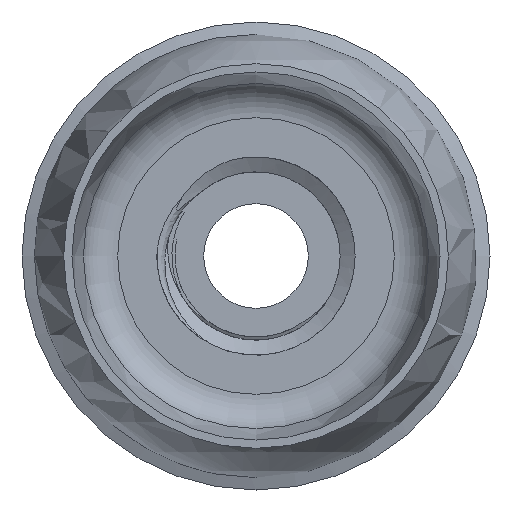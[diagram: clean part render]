
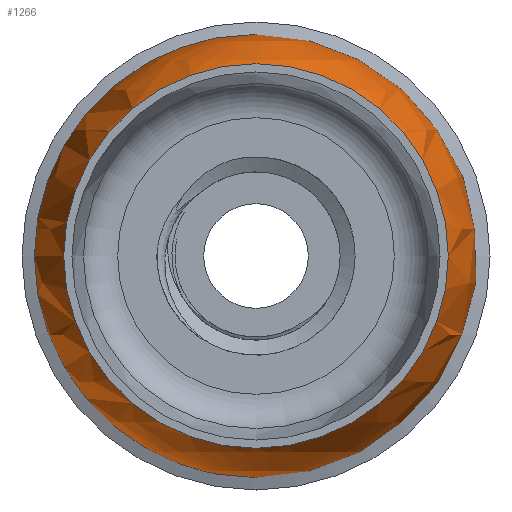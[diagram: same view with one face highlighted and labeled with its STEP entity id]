
A CAD part, front view. The second image highlights one B-rep face of the part: STEP entity #1266.
In plain terms, the highlighted spherical face has radius 20.447 mm.
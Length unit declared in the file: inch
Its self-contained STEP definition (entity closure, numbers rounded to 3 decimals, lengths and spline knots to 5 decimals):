
#31=SPHERICAL_SURFACE('',#1384,0.805);
#58=FACE_BOUND('',#227,.T.);
#59=FACE_BOUND('',#228,.T.);
#91=CIRCLE('',#1378,0.63089);
#93=CIRCLE('',#1383,0.69859);
#94=CIRCLE('',#1385,0.805);
#144=FACE_OUTER_BOUND('',#226,.T.);
#226=EDGE_LOOP('',(#958,#959));
#227=EDGE_LOOP('',(#960));
#228=EDGE_LOOP('',(#961));
#532=VERTEX_POINT('',#3726);
#534=VERTEX_POINT('',#3734);
#535=VERTEX_POINT('',#3737);
#536=VERTEX_POINT('',#3738);
#682=EDGE_CURVE('',#532,#532,#91,.T.);
#685=EDGE_CURVE('',#534,#534,#93,.T.);
#686=EDGE_CURVE('',#535,#536,#94,.T.);
#958=ORIENTED_EDGE('',*,*,#686,.T.);
#959=ORIENTED_EDGE('',*,*,#686,.F.);
#960=ORIENTED_EDGE('',*,*,#685,.T.);
#961=ORIENTED_EDGE('',*,*,#682,.F.);
#1266=ADVANCED_FACE('',(#144,#58,#59),#31,.T.);
#1378=AXIS2_PLACEMENT_3D('',#3727,#1538,#1539);
#1383=AXIS2_PLACEMENT_3D('',#3735,#1549,#1550);
#1384=AXIS2_PLACEMENT_3D('',#3736,#1551,#1552);
#1385=AXIS2_PLACEMENT_3D('',#3739,#1553,#1554);
#1538=DIRECTION('center_axis',(0.,1.,0.));
#1539=DIRECTION('ref_axis',(1.,0.,0.));
#1549=DIRECTION('center_axis',(0.,1.,0.));
#1550=DIRECTION('ref_axis',(1.,0.,0.));
#1551=DIRECTION('center_axis',(0.,0.,1.));
#1552=DIRECTION('ref_axis',(1.,0.,0.));
#1553=DIRECTION('center_axis',(0.,-1.,0.));
#1554=DIRECTION('ref_axis',(-1.,0.,0.));
#3726=CARTESIAN_POINT('',(-0.63089,0.5,0.));
#3727=CARTESIAN_POINT('Origin',(0.,0.5,0.));
#3734=CARTESIAN_POINT('',(-0.69859,-0.4,0.));
#3735=CARTESIAN_POINT('Origin',(0.,-0.4,0.));
#3736=CARTESIAN_POINT('Origin',(0.,0.,0.));
#3737=CARTESIAN_POINT('',(0.,0.,0.805));
#3738=CARTESIAN_POINT('',(0.,0.,-0.805));
#3739=CARTESIAN_POINT('Origin',(0.,0.,0.));
